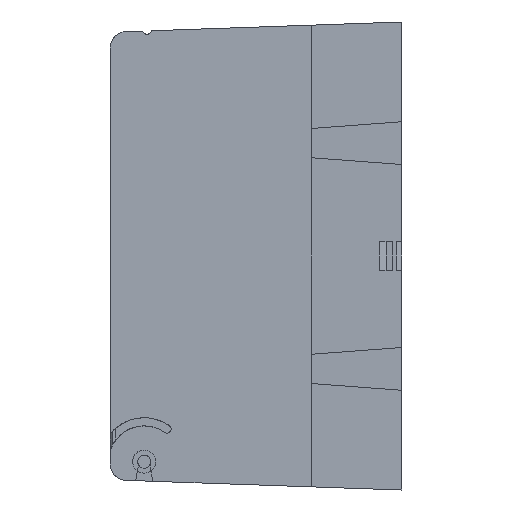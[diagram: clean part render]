
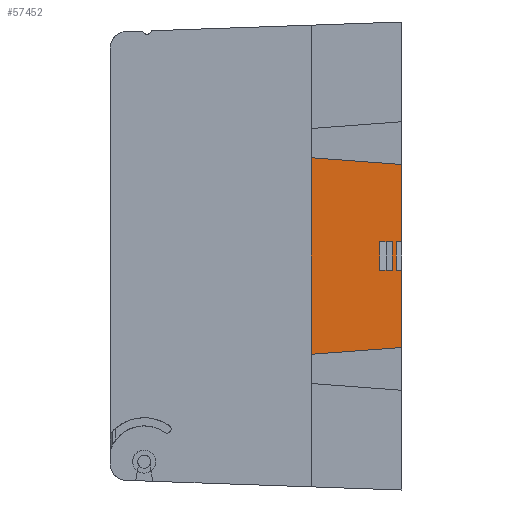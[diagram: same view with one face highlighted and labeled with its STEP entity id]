
A CAD part, left-side view. The second image highlights one B-rep face of the part: STEP entity #57452.
In plain terms, the highlighted planar face has unit normal (-1, 0, 0).
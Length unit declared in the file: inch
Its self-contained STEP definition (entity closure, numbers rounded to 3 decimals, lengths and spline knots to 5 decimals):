
#3626 = CARTESIAN_POINT ( 'NONE',  ( -6.525, -1.58206, 0.175 ) ) ;
#3882 = EDGE_CURVE ( 'NONE', #25413, #66488, #52714, .T. ) ;
#4293 = DIRECTION ( 'NONE',  ( 0., 0., -1. ) ) ;
#4375 = ORIENTED_EDGE ( 'NONE', *, *, #25562, .T. ) ;
#5444 = CARTESIAN_POINT ( 'NONE',  ( -6.525, -1.85, 6.44233 ) ) ;
#5608 = EDGE_LOOP ( 'NONE', ( #87093, #12597, #83158, #70850, #22410, #28506, #24465, #4375 ) ) ;
#6496 = ORIENTED_EDGE ( 'NONE', *, *, #73702, .T. ) ;
#7579 = EDGE_CURVE ( 'NONE', #87102, #26600, #18987, .T. ) ;
#7824 = VECTOR ( 'NONE', #8143, 39.37008 ) ;
#8091 = LINE ( 'NONE', #59939, #7824 ) ;
#8143 = DIRECTION ( 'NONE',  ( 0., -1., 0. ) ) ;
#8168 = FACE_BOUND ( 'NONE', #62110, .T. ) ;
#8807 = VERTEX_POINT ( 'NONE', #88090 ) ;
#10076 = EDGE_CURVE ( 'NONE', #47011, #44668, #35058, .T. ) ;
#11925 = EDGE_CURVE ( 'NONE', #66488, #32340, #67934, .T. ) ;
#12597 = ORIENTED_EDGE ( 'NONE', *, *, #59756, .F. ) ;
#16161 = CARTESIAN_POINT ( 'NONE',  ( -6.525, -1.735, 0.175 ) ) ;
#18987 = LINE ( 'NONE', #51479, #38684 ) ;
#19744 = PLANE ( 'NONE',  #21354 ) ;
#21354 = AXIS2_PLACEMENT_3D ( 'NONE', #27554, #78902, #34981 ) ;
#22082 = CARTESIAN_POINT ( 'NONE',  ( -6.525, -1.85, 0.175 ) ) ;
#22410 = ORIENTED_EDGE ( 'NONE', *, *, #11925, .F. ) ;
#22667 = DIRECTION ( 'NONE',  ( 0., -1., 0. ) ) ;
#23453 = VERTEX_POINT ( 'NONE', #62593 ) ;
#24303 = DIRECTION ( 'NONE',  ( 0., 0., 1. ) ) ;
#24465 = ORIENTED_EDGE ( 'NONE', *, *, #60301, .T. ) ;
#25413 = VERTEX_POINT ( 'NONE', #85343 ) ;
#25562 = EDGE_CURVE ( 'NONE', #40874, #8807, #83837, .T. ) ;
#25788 = ORIENTED_EDGE ( 'NONE', *, *, #7579, .T. ) ;
#26430 = CARTESIAN_POINT ( 'NONE',  ( -6.525, -1.85, 6.44233 ) ) ;
#26600 = VERTEX_POINT ( 'NONE', #3626 ) ;
#27554 = CARTESIAN_POINT ( 'NONE',  ( -6.525, -1.85, 6.44233 ) ) ;
#28506 = ORIENTED_EDGE ( 'NONE', *, *, #3882, .F. ) ;
#29278 = EDGE_CURVE ( 'NONE', #68853, #61892, #61604, .T. ) ;
#29696 = LINE ( 'NONE', #26430, #49442 ) ;
#32340 = VERTEX_POINT ( 'NONE', #22082 ) ;
#33171 = VECTOR ( 'NONE', #48146, 39.37008 ) ;
#33603 = VECTOR ( 'NONE', #41994, 39.37008 ) ;
#33692 = CARTESIAN_POINT ( 'NONE',  ( -6.525, -0.75, -1.19653 ) ) ;
#33881 = DIRECTION ( 'NONE',  ( 0., 0., -1. ) ) ;
#34981 = DIRECTION ( 'NONE',  ( 0., 0., -1. ) ) ;
#35058 = LINE ( 'NONE', #48324, #33171 ) ;
#36829 = LINE ( 'NONE', #47866, #38233 ) ;
#38233 = VECTOR ( 'NONE', #91470, 39.37008 ) ;
#38684 = VECTOR ( 'NONE', #51252, 39.37008 ) ;
#40508 = CARTESIAN_POINT ( 'NONE',  ( -6.525, -1.85, 1.115 ) ) ;
#40874 = VERTEX_POINT ( 'NONE', #33692 ) ;
#41736 = EDGE_CURVE ( 'NONE', #44668, #32340, #82813, .T. ) ;
#41994 = DIRECTION ( 'NONE',  ( 0., -1., 0. ) ) ;
#42226 = DIRECTION ( 'NONE',  ( 0., -0.997, 0.074 ) ) ;
#44668 = VERTEX_POINT ( 'NONE', #77852 ) ;
#45773 = LINE ( 'NONE', #92525, #55587 ) ;
#47011 = VERTEX_POINT ( 'NONE', #65695 ) ;
#47866 = CARTESIAN_POINT ( 'NONE',  ( -6.525, -0.75, 6.44233 ) ) ;
#48146 = DIRECTION ( 'NONE',  ( 0., 0., 1. ) ) ;
#48324 = CARTESIAN_POINT ( 'NONE',  ( -6.525, -1.785, -0.175 ) ) ;
#48594 = CARTESIAN_POINT ( 'NONE',  ( -6.525, -1.58206, -0.175 ) ) ;
#49442 = VECTOR ( 'NONE', #33881, 39.37008 ) ;
#51203 = VECTOR ( 'NONE', #75669, 39.37008 ) ;
#51252 = DIRECTION ( 'NONE',  ( 0., 0., 1. ) ) ;
#51479 = CARTESIAN_POINT ( 'NONE',  ( -6.525, -1.58206, -0.175 ) ) ;
#52714 = LINE ( 'NONE', #75467, #51203 ) ;
#55587 = VECTOR ( 'NONE', #77628, 39.37008 ) ;
#57034 = VECTOR ( 'NONE', #22667, 39.37008 ) ;
#57452 = ADVANCED_FACE ( 'NONE', ( #73174, #8168 ), #19744, .F. ) ;
#59756 = EDGE_CURVE ( 'NONE', #47011, #23453, #45773, .T. ) ;
#59939 = CARTESIAN_POINT ( 'NONE',  ( -6.525, -1.735, 0.175 ) ) ;
#60301 = EDGE_CURVE ( 'NONE', #25413, #40874, #36829, .T. ) ;
#61189 = CARTESIAN_POINT ( 'NONE',  ( -6.525, -1.735, -0.175 ) ) ;
#61467 = VECTOR ( 'NONE', #24303, 39.37008 ) ;
#61604 = LINE ( 'NONE', #61189, #61467 ) ;
#61892 = VERTEX_POINT ( 'NONE', #16161 ) ;
#62110 = EDGE_LOOP ( 'NONE', ( #85228, #25788, #6496, #67165 ) ) ;
#62593 = CARTESIAN_POINT ( 'NONE',  ( -6.525, -1.85, -0.175 ) ) ;
#64795 = CARTESIAN_POINT ( 'NONE',  ( -6.525, -2.40706, -1.07371 ) ) ;
#65695 = CARTESIAN_POINT ( 'NONE',  ( -6.525, -1.785, -0.175 ) ) ;
#66488 = VERTEX_POINT ( 'NONE', #40508 ) ;
#66922 = CARTESIAN_POINT ( 'NONE',  ( -6.525, -1.735, -0.175 ) ) ;
#67165 = ORIENTED_EDGE ( 'NONE', *, *, #29278, .F. ) ;
#67849 = VECTOR ( 'NONE', #4293, 39.37008 ) ;
#67934 = LINE ( 'NONE', #5444, #67849 ) ;
#68853 = VERTEX_POINT ( 'NONE', #88811 ) ;
#70850 = ORIENTED_EDGE ( 'NONE', *, *, #41736, .T. ) ;
#73174 = FACE_OUTER_BOUND ( 'NONE', #5608, .T. ) ;
#73702 = EDGE_CURVE ( 'NONE', #26600, #61892, #8091, .T. ) ;
#75467 = CARTESIAN_POINT ( 'NONE',  ( -6.525, -1.85, 1.115 ) ) ;
#75669 = DIRECTION ( 'NONE',  ( 0., -0.997, -0.074 ) ) ;
#77628 = DIRECTION ( 'NONE',  ( 0., -1., 0. ) ) ;
#77852 = CARTESIAN_POINT ( 'NONE',  ( -6.525, -1.785, 0.175 ) ) ;
#78459 = CARTESIAN_POINT ( 'NONE',  ( -6.525, -1.85, 0.175 ) ) ;
#78902 = DIRECTION ( 'NONE',  ( 1., 0., 0. ) ) ;
#81150 = LINE ( 'NONE', #66922, #57034 ) ;
#81553 = EDGE_CURVE ( 'NONE', #87102, #68853, #81150, .T. ) ;
#82813 = LINE ( 'NONE', #78459, #33603 ) ;
#83158 = ORIENTED_EDGE ( 'NONE', *, *, #10076, .T. ) ;
#83837 = LINE ( 'NONE', #64795, #89034 ) ;
#84036 = EDGE_CURVE ( 'NONE', #23453, #8807, #29696, .T. ) ;
#85228 = ORIENTED_EDGE ( 'NONE', *, *, #81553, .F. ) ;
#85343 = CARTESIAN_POINT ( 'NONE',  ( -6.525, -0.75, 1.19653 ) ) ;
#87093 = ORIENTED_EDGE ( 'NONE', *, *, #84036, .F. ) ;
#87102 = VERTEX_POINT ( 'NONE', #48594 ) ;
#88090 = CARTESIAN_POINT ( 'NONE',  ( -6.525, -1.85, -1.115 ) ) ;
#88811 = CARTESIAN_POINT ( 'NONE',  ( -6.525, -1.735, -0.175 ) ) ;
#89034 = VECTOR ( 'NONE', #42226, 39.37008 ) ;
#91470 = DIRECTION ( 'NONE',  ( 0., 0., -1. ) ) ;
#92525 = CARTESIAN_POINT ( 'NONE',  ( -6.525, -1.85, -0.175 ) ) ;
